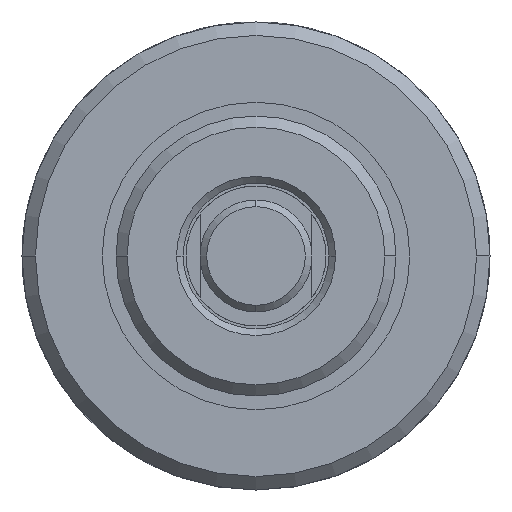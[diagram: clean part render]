
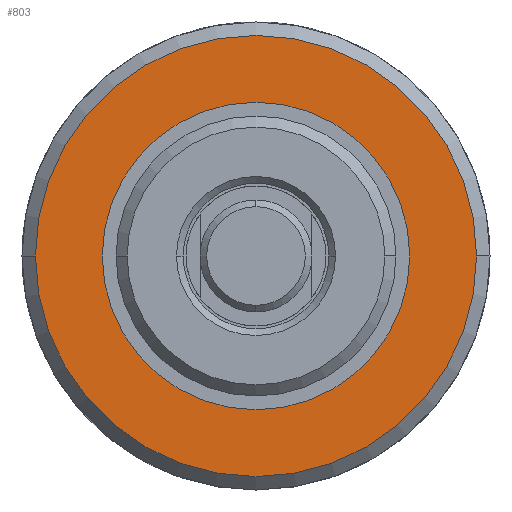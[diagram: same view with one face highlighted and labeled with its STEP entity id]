
A CAD part, left-side view. The second image highlights one B-rep face of the part: STEP entity #803.
In plain terms, the highlighted planar face has unit normal (-1, 0, 0).
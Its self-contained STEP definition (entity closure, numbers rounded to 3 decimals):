
#139 = CARTESIAN_POINT ( 'NONE',  ( 20.574, 0., 0. ) ) ;
#301 = PLANE ( 'NONE',  #1223 ) ;
#484 = EDGE_CURVE ( 'NONE', #1072, #2464, #3698, .T. ) ;
#500 = VERTEX_POINT ( 'NONE', #3308 ) ;
#604 = CARTESIAN_POINT ( 'NONE',  ( 20.574, 0., 0. ) ) ;
#797 = EDGE_CURVE ( 'NONE', #500, #2995, #3118, .T. ) ;
#803 = ADVANCED_FACE ( 'NONE', ( #1983, #1352 ), #301, .F. ) ;
#868 = AXIS2_PLACEMENT_3D ( 'NONE', #604, #960, #2353 ) ;
#960 = DIRECTION ( 'NONE',  ( 1., 0., 0. ) ) ;
#1036 = AXIS2_PLACEMENT_3D ( 'NONE', #139, #2759, #2107 ) ;
#1072 = VERTEX_POINT ( 'NONE', #1169 ) ;
#1169 = CARTESIAN_POINT ( 'NONE',  ( 20.574, 0., 17.437 ) ) ;
#1223 = AXIS2_PLACEMENT_3D ( 'NONE', #1658, #2684, #3374 ) ;
#1352 = FACE_BOUND ( 'NONE', #3721, .T. ) ;
#1478 = CIRCLE ( 'NONE', #3925, 17.437 ) ;
#1564 = EDGE_LOOP ( 'NONE', ( #3760, #3188 ) ) ;
#1610 = CARTESIAN_POINT ( 'NONE',  ( 20.574, 0., -25.019 ) ) ;
#1658 = CARTESIAN_POINT ( 'NONE',  ( 20.574, 0., 0. ) ) ;
#1824 = ORIENTED_EDGE ( 'NONE', *, *, #2076, .T. ) ;
#1983 = FACE_OUTER_BOUND ( 'NONE', #1564, .T. ) ;
#2076 = EDGE_CURVE ( 'NONE', #2464, #1072, #1478, .T. ) ;
#2107 = DIRECTION ( 'NONE',  ( 0., 0., -1. ) ) ;
#2267 = DIRECTION ( 'NONE',  ( 0., 0., -1. ) ) ;
#2342 = DIRECTION ( 'NONE',  ( 1., 0., 0. ) ) ;
#2353 = DIRECTION ( 'NONE',  ( 0., 0., -1. ) ) ;
#2373 = CIRCLE ( 'NONE', #1036, 25.019 ) ;
#2464 = VERTEX_POINT ( 'NONE', #3565 ) ;
#2684 = DIRECTION ( 'NONE',  ( 1., 0., 0. ) ) ;
#2759 = DIRECTION ( 'NONE',  ( 1., 0., 0. ) ) ;
#2978 = CARTESIAN_POINT ( 'NONE',  ( 20.574, 0., 0. ) ) ;
#2995 = VERTEX_POINT ( 'NONE', #1610 ) ;
#3118 = CIRCLE ( 'NONE', #868, 25.019 ) ;
#3188 = ORIENTED_EDGE ( 'NONE', *, *, #3715, .F. ) ;
#3308 = CARTESIAN_POINT ( 'NONE',  ( 20.574, 0., 25.019 ) ) ;
#3351 = AXIS2_PLACEMENT_3D ( 'NONE', #4315, #3989, #2267 ) ;
#3374 = DIRECTION ( 'NONE',  ( 0., 0., -1. ) ) ;
#3565 = CARTESIAN_POINT ( 'NONE',  ( 20.574, 0., -17.437 ) ) ;
#3661 = DIRECTION ( 'NONE',  ( 0., 0., -1. ) ) ;
#3698 = CIRCLE ( 'NONE', #3351, 17.437 ) ;
#3715 = EDGE_CURVE ( 'NONE', #2995, #500, #2373, .T. ) ;
#3721 = EDGE_LOOP ( 'NONE', ( #1824, #3756 ) ) ;
#3756 = ORIENTED_EDGE ( 'NONE', *, *, #484, .T. ) ;
#3760 = ORIENTED_EDGE ( 'NONE', *, *, #797, .F. ) ;
#3925 = AXIS2_PLACEMENT_3D ( 'NONE', #2978, #2342, #3661 ) ;
#3989 = DIRECTION ( 'NONE',  ( 1., 0., 0. ) ) ;
#4315 = CARTESIAN_POINT ( 'NONE',  ( 20.574, 0., 0. ) ) ;
